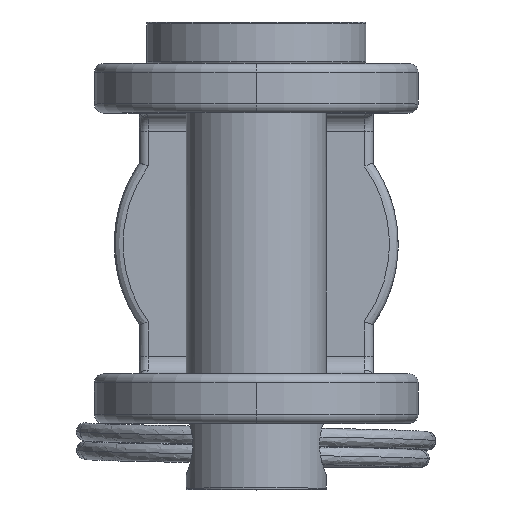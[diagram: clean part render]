
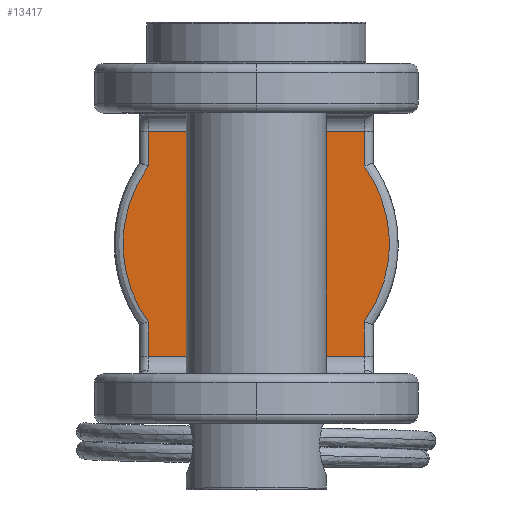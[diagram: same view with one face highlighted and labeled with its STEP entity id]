
A CAD part, top view. The second image highlights one B-rep face of the part: STEP entity #13417.
In plain terms, the highlighted planar face has unit normal (0, 0, 1).
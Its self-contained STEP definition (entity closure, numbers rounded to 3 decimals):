
#57 = CARTESIAN_POINT ( 'NONE',  ( -7.251, -11.534, 0. ) ) ;
#362 = FACE_OUTER_BOUND ( 'NONE', #9722, .T. ) ;
#687 = CARTESIAN_POINT ( 'NONE',  ( 6.5, -16.25, 0. ) ) ;
#903 = DIRECTION ( 'NONE',  ( 0., 1., 0. ) ) ;
#1189 = CARTESIAN_POINT ( 'NONE',  ( 7.251, -8.466, 0. ) ) ;
#1256 = CARTESIAN_POINT ( 'NONE',  ( 6.924, -12.644, 0. ) ) ;
#1330 = CARTESIAN_POINT ( 'NONE',  ( 0., 0., 0. ) ) ;
#1471 = CARTESIAN_POINT ( 'NONE',  ( 7.402, -10.782, 0. ) ) ;
#1544 = PLANE ( 'NONE',  #9203 ) ;
#1745 = EDGE_CURVE ( 'NONE', #4934, #18361, #7350, .T. ) ;
#2586 = CARTESIAN_POINT ( 'NONE',  ( 6., -3.75, 0. ) ) ;
#2706 = CARTESIAN_POINT ( 'NONE',  ( 7.371, -9.23, 0. ) ) ;
#2777 = CARTESIAN_POINT ( 'NONE',  ( 6.227, -5.981, 0. ) ) ;
#3063 = EDGE_CURVE ( 'NONE', #5115, #13008, #5850, .T. ) ;
#3129 = VECTOR ( 'NONE', #903, 1000. ) ;
#3477 = VECTOR ( 'NONE', #13634, 1000. ) ;
#4033 = ORIENTED_EDGE ( 'NONE', *, *, #12122, .T. ) ;
#4426 = CARTESIAN_POINT ( 'NONE',  ( -6.228, -5.982, 0. ) ) ;
#4934 = VERTEX_POINT ( 'NONE', #16797 ) ;
#5014 = ORIENTED_EDGE ( 'NONE', *, *, #17284, .T. ) ;
#5067 = CARTESIAN_POINT ( 'NONE',  ( -6., -16.25, 0. ) ) ;
#5115 = VERTEX_POINT ( 'NONE', #2586 ) ;
#5734 = VERTEX_POINT ( 'NONE', #16697 ) ;
#5850 = LINE ( 'NONE', #18722, #10261 ) ;
#5950 = CARTESIAN_POINT ( 'NONE',  ( -6., -5.667, 0. ) ) ;
#6083 = CARTESIAN_POINT ( 'NONE',  ( -6.924, -7.356, 0. ) ) ;
#6144 = CARTESIAN_POINT ( 'NONE',  ( 6., -14.333, 0. ) ) ;
#6493 = CARTESIAN_POINT ( 'NONE',  ( -7.281, -8.461, 0. ) ) ;
#7186 = DIRECTION ( 'NONE',  ( 0., 1., 0. ) ) ;
#7350 = LINE ( 'NONE', #9621, #8824 ) ;
#7542 = CARTESIAN_POINT ( 'NONE',  ( -6.776, -6.997, 0. ) ) ;
#7634 = ORIENTED_EDGE ( 'NONE', *, *, #1745, .T. ) ;
#7663 = CARTESIAN_POINT ( 'NONE',  ( 6.428, -13.689, 0. ) ) ;
#8066 = CARTESIAN_POINT ( 'NONE',  ( -6.43, -13.685, 0. ) ) ;
#8425 = VERTEX_POINT ( 'NONE', #14426 ) ;
#8824 = VECTOR ( 'NONE', #7186, 1000. ) ;
#9036 = CARTESIAN_POINT ( 'NONE',  ( 7.402, -9.616, 0. ) ) ;
#9075 = ORIENTED_EDGE ( 'NONE', *, *, #3063, .T. ) ;
#9203 = AXIS2_PLACEMENT_3D ( 'NONE', #1330, #12561, #12630 ) ;
#9478 = LINE ( 'NONE', #12091, #19600 ) ;
#9583 = CARTESIAN_POINT ( 'NONE',  ( -7.371, -10.77, 0. ) ) ;
#9621 = CARTESIAN_POINT ( 'NONE',  ( 6., 0., 0. ) ) ;
#9722 = EDGE_LOOP ( 'NONE', ( #12407, #4033, #9075, #16084, #16568, #5014, #12446, #7634 ) ) ;
#9853 = CARTESIAN_POINT ( 'NONE',  ( -6., -3.75, 0. ) ) ;
#10009 = B_SPLINE_CURVE_WITH_KNOTS ( 'NONE', 3,
 ( #5950, #4426, #16987, #7542, #6083, #6493, #14401, #14145, #9583, #57, #11117, #17398, #17332, #8066, #11048, #17533 ),
 .UNSPECIFIED., .F., .F.,
 ( 4, 2, 2, 2, 2, 2, 2, 4 ),
 ( 0., 0.001, 0.002, 0.005, 0.006, 0.007, 0.008, 0.009 ),
 .UNSPECIFIED. ) ;
#10124 = VERTEX_POINT ( 'NONE', #18491 ) ;
#10261 = VECTOR ( 'NONE', #10838, 1000. ) ;
#10323 = CARTESIAN_POINT ( 'NONE',  ( 6., 0., 0. ) ) ;
#10619 = CARTESIAN_POINT ( 'NONE',  ( 6.778, -7.001, 0. ) ) ;
#10838 = DIRECTION ( 'NONE',  ( -1., 0., 0. ) ) ;
#10898 = CARTESIAN_POINT ( 'NONE',  ( 7.281, -11.539, 0. ) ) ;
#11048 = CARTESIAN_POINT ( 'NONE',  ( -6.227, -14.019, 0. ) ) ;
#11117 = CARTESIAN_POINT ( 'NONE',  ( -7.16, -11.914, 0. ) ) ;
#11160 = LINE ( 'NONE', #19998, #16070 ) ;
#11768 = EDGE_CURVE ( 'NONE', #18361, #5734, #19357, .T. ) ;
#12091 = CARTESIAN_POINT ( 'NONE',  ( -6., 0., 0. ) ) ;
#12122 = EDGE_CURVE ( 'NONE', #5734, #5115, #12722, .T. ) ;
#12222 = CARTESIAN_POINT ( 'NONE',  ( 6.43, -6.315, 0. ) ) ;
#12407 = ORIENTED_EDGE ( 'NONE', *, *, #11768, .T. ) ;
#12427 = CARTESIAN_POINT ( 'NONE',  ( 6.776, -13.003, 0. ) ) ;
#12446 = ORIENTED_EDGE ( 'NONE', *, *, #19148, .T. ) ;
#12561 = DIRECTION ( 'NONE',  ( 0., 0., -1. ) ) ;
#12630 = DIRECTION ( 'NONE',  ( -1., 0., 0. ) ) ;
#12722 = LINE ( 'NONE', #10323, #3129 ) ;
#12816 = VERTEX_POINT ( 'NONE', #5067 ) ;
#13008 = VERTEX_POINT ( 'NONE', #9853 ) ;
#13417 = ADVANCED_FACE ( 'NONE', ( #362 ), #1544, .F. ) ;
#13634 = DIRECTION ( 'NONE',  ( 1., 0., 0. ) ) ;
#13640 = DIRECTION ( 'NONE',  ( 0., -1., 0. ) ) ;
#13652 = DIRECTION ( 'NONE',  ( 0., -1., 0. ) ) ;
#13721 = CARTESIAN_POINT ( 'NONE',  ( 7.16, -8.086, 0. ) ) ;
#13783 = CARTESIAN_POINT ( 'NONE',  ( 6., -5.666, 0. ) ) ;
#14145 = CARTESIAN_POINT ( 'NONE',  ( -7.402, -10.384, 0. ) ) ;
#14316 = EDGE_CURVE ( 'NONE', #13008, #8425, #9478, .T. ) ;
#14345 = LINE ( 'NONE', #687, #3477 ) ;
#14401 = CARTESIAN_POINT ( 'NONE',  ( -7.402, -9.218, 0. ) ) ;
#14426 = CARTESIAN_POINT ( 'NONE',  ( -6., -5.667, 0. ) ) ;
#16070 = VECTOR ( 'NONE', #13640, 1000. ) ;
#16084 = ORIENTED_EDGE ( 'NONE', *, *, #14316, .T. ) ;
#16568 = ORIENTED_EDGE ( 'NONE', *, *, #16612, .T. ) ;
#16612 = EDGE_CURVE ( 'NONE', #8425, #10124, #10009, .T. ) ;
#16697 = CARTESIAN_POINT ( 'NONE',  ( 6., -5.666, 0. ) ) ;
#16797 = CARTESIAN_POINT ( 'NONE',  ( 6., -16.25, 0. ) ) ;
#16987 = CARTESIAN_POINT ( 'NONE',  ( -6.428, -6.311, 0. ) ) ;
#17284 = EDGE_CURVE ( 'NONE', #10124, #12816, #11160, .T. ) ;
#17332 = CARTESIAN_POINT ( 'NONE',  ( -6.778, -12.999, 0. ) ) ;
#17398 = CARTESIAN_POINT ( 'NONE',  ( -6.924, -12.645, 0. ) ) ;
#17533 = CARTESIAN_POINT ( 'NONE',  ( -6., -14.334, 0. ) ) ;
#18361 = VERTEX_POINT ( 'NONE', #18935 ) ;
#18491 = CARTESIAN_POINT ( 'NONE',  ( -6., -14.334, 0. ) ) ;
#18722 = CARTESIAN_POINT ( 'NONE',  ( -6.5, -3.75, 0. ) ) ;
#18935 = CARTESIAN_POINT ( 'NONE',  ( 6., -14.333, 0. ) ) ;
#19148 = EDGE_CURVE ( 'NONE', #12816, #4934, #14345, .T. ) ;
#19357 = B_SPLINE_CURVE_WITH_KNOTS ( 'NONE', 3,
 ( #6144, #20360, #7663, #12427, #1256, #10898, #1471, #9036, #2706, #1189, #13721, #20081, #10619, #12222, #2777, #13783 ),
 .UNSPECIFIED., .F., .F.,
 ( 4, 2, 2, 2, 2, 2, 2, 4 ),
 ( 0., 0.001, 0.002, 0.005, 0.006, 0.007, 0.008, 0.009 ),
 .UNSPECIFIED. ) ;
#19600 = VECTOR ( 'NONE', #13652, 1000. ) ;
#19998 = CARTESIAN_POINT ( 'NONE',  ( -6., 0., 0. ) ) ;
#20081 = CARTESIAN_POINT ( 'NONE',  ( 6.924, -7.355, 0. ) ) ;
#20360 = CARTESIAN_POINT ( 'NONE',  ( 6.228, -14.018, 0. ) ) ;
